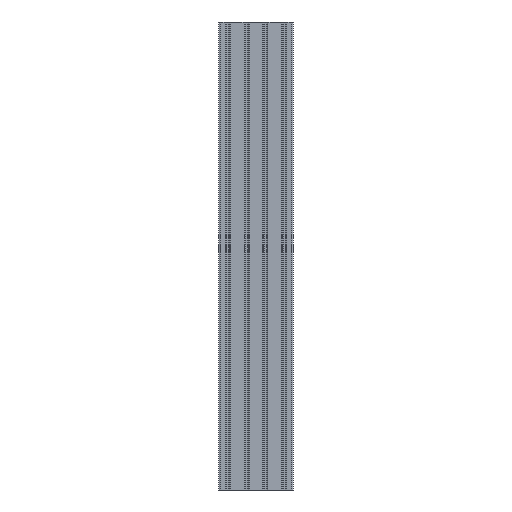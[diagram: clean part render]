
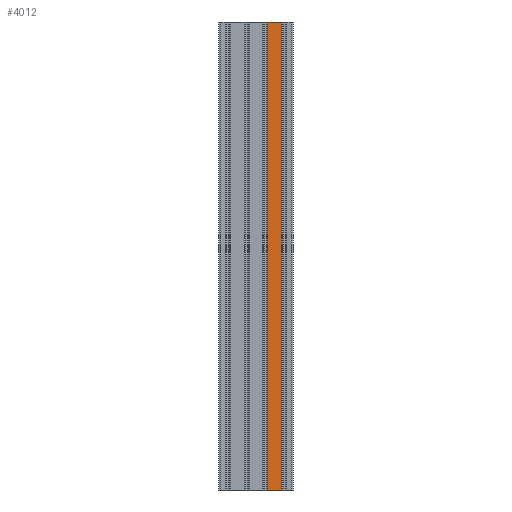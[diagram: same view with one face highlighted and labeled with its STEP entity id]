
A CAD part, front view. The second image highlights one B-rep face of the part: STEP entity #4012.
In plain terms, the highlighted planar face has unit normal (0, -1, 0).
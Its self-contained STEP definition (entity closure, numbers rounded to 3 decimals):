
#462=FACE_OUTER_BOUND('',#679,.T.);
#679=EDGE_LOOP('',(#3049,#3050,#3051,#3052));
#922=LINE('',#6221,#1294);
#1000=LINE('',#6582,#1372);
#1001=LINE('',#6585,#1373);
#1002=LINE('',#6586,#1374);
#1294=VECTOR('',#4922,10.);
#1372=VECTOR('',#5234,10.);
#1373=VECTOR('',#5237,10.);
#1374=VECTOR('',#5238,10.);
#1680=VERTEX_POINT('',#6218);
#1681=VERTEX_POINT('',#6220);
#1847=VERTEX_POINT('',#6580);
#1848=VERTEX_POINT('',#6584);
#2136=EDGE_CURVE('',#1680,#1681,#922,.T.);
#2317=EDGE_CURVE('',#1680,#1847,#1000,.T.);
#2318=EDGE_CURVE('',#1848,#1847,#1001,.T.);
#2319=EDGE_CURVE('',#1681,#1848,#1002,.T.);
#3049=ORIENTED_EDGE('',*,*,#2317,.T.);
#3050=ORIENTED_EDGE('',*,*,#2318,.F.);
#3051=ORIENTED_EDGE('',*,*,#2319,.F.);
#3052=ORIENTED_EDGE('',*,*,#2136,.F.);
#3897=PLANE('',#4399);
#4012=ADVANCED_FACE('',(#462),#3897,.T.);
#4399=AXIS2_PLACEMENT_3D('',#6583,#5235,#5236);
#4922=DIRECTION('',(-1.,0.,0.));
#5234=DIRECTION('',(0.,0.,1.));
#5235=DIRECTION('center_axis',(0.,-1.,0.));
#5236=DIRECTION('ref_axis',(1.,0.,0.));
#5237=DIRECTION('',(1.,0.,0.));
#5238=DIRECTION('',(0.,0.,1.));
#6218=CARTESIAN_POINT('',(54.5,-20.,-500.));
#6220=CARTESIAN_POINT('',(25.5,-20.,-500.));
#6221=CARTESIAN_POINT('',(25.5,-20.,-500.));
#6580=CARTESIAN_POINT('',(54.5,-20.,500.));
#6582=CARTESIAN_POINT('',(54.5,-20.,0.));
#6583=CARTESIAN_POINT('Origin',(25.5,-20.,0.));
#6584=CARTESIAN_POINT('',(25.5,-20.,500.));
#6585=CARTESIAN_POINT('',(25.5,-20.,500.));
#6586=CARTESIAN_POINT('',(25.5,-20.,0.));
